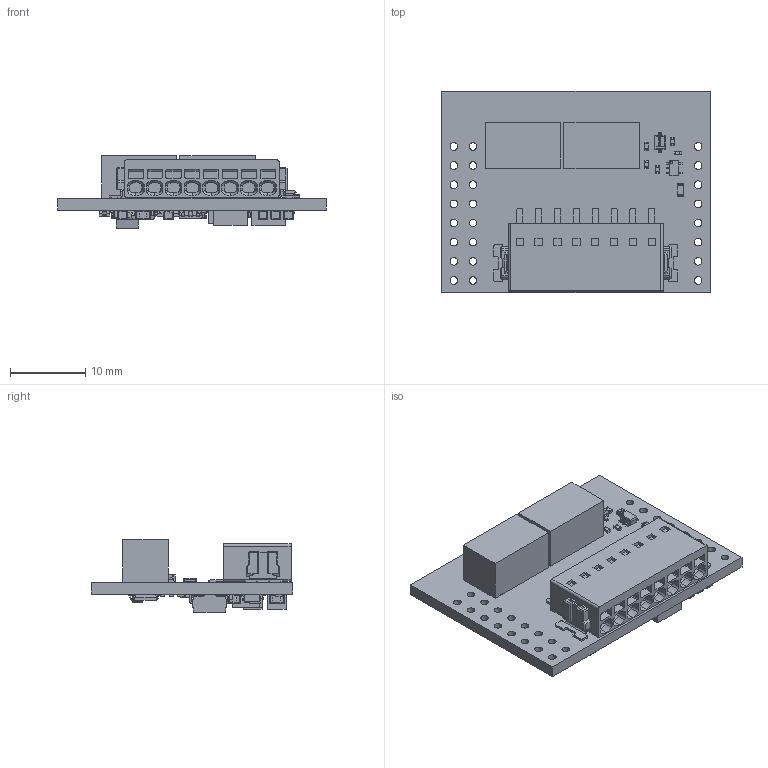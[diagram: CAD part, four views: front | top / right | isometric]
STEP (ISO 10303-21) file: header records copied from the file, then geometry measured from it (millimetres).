
FILE_DESCRIPTION(('Open CASCADE Model'),'2;1');
FILE_NAME('Open CASCADE Shape Model','2023-04-22T07:35:30',('Author'),( 'Open CASCADE'),'Open CASCADE STEP processor 6.8','Open CASCADE 6.8' ,'Unknown');
FILE_SCHEMA(('AUTOMOTIVE_DESIGN { 1 0 10303 214 1 1 1 1 }'));
Length unit declared in the file: millimetre
Products named in the file (91): PCB; Board; Open CASCADE STEP translator 6.8 4.1.1; D11; RES-0402; Z5; SOD123_DIO; R13; R15; Q3; SC-70; Open CASCADE STEP translator 6.8 4.6.1.1; Open CASCADE STEP translator 6.8 4.6.1.2; K2; 6415352224; Extruded; D10; Z4; R12; R14; Q2; K1; R11; R0603; Z2; SOD-323; R5; D6; C9; CAP-0402; IC3; sc705_model; sc705_pin; SC705_0M65_2MX1M25X0M9; D5; R4; R8; IC4; Z3; C10 ...
Assembly tree (138 placements, depth 4):
  PCB
    Board
      Open CASCADE STEP translator 6.8 4.1.1
    D11
      RES-0402
    Z5
      SOD123_DIO
    R13
      RES-0402
    R15
      RES-0402
    Q3
      SC-70
        Open CASCADE STEP translator 6.8 4.6.1.1
        Open CASCADE STEP translator 6.8 4.6.1.2
    K2
      6415352224
        Extruded
    D10
      RES-0402
    Z4
      SOD123_DIO
    R12
      RES-0402
    R14
      RES-0402
    Q2
      SC-70
        Open CASCADE STEP translator 6.8 4.6.1.1
        Open CASCADE STEP translator 6.8 4.6.1.2
    K1
      6415352224
        Extruded
    R11
      R0603
      R0603
      R0603
      R0603
    Z2
      SOD-323
    R5
      R0603
      R0603
      R0603
      R0603
    D6
      RES-0402
    C9
      CAP-0402
    IC3
      sc705_model
        sc705_pin  x5
        SC705_0M65_2MX1M25X0M9
    D5
      RES-0402
    R4
      RES-0402
    R8
      RES-0402
    IC4
Bounding box: 35.6 x 26.67 x 9.65 mm (x, y, z)
Volume: 3081.2 mm3; surface area: 4693.4 mm2
Topology: 112 solids, 114 shells, 3595 faces, 9017 edges, 5632 vertices
Faces by surface type: plane 2155, cylinder 876, bspline 391, sphere 88, cone 68, extrusion 17
Full cylindrical faces by diameter (mm): 0.142 x4, 0.75 x10, 1.016 x24
Entity records: 72398 total; most frequent: CARTESIAN_POINT 21341, ORIENTED_EDGE 9010, DIRECTION 7803, EDGE_CURVE 4506, VECTOR 2921, LINE 2904, VERTEX_POINT 2830, AXIS2_PLACEMENT_3D 2441
